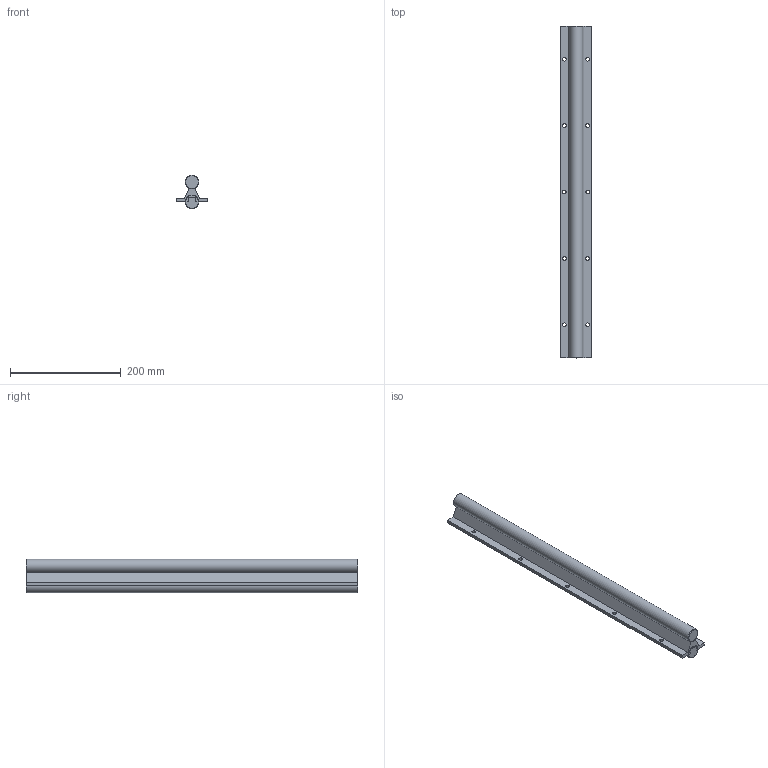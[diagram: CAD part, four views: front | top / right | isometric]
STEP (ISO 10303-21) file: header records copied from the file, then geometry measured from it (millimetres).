
FILE_DESCRIPTION( ( 'STEP AP214' ), '1' );
FILE_NAME( 'STSN-25-T1-As.stp', '2010-08-04T11:52:25', ( ' ' ), ( ' ' ), 'XStep 1.0', ' ', ' ' );
FILE_SCHEMA( ( 'CONFIG_CONTROL_DESIGN) ( )' ) );
Length unit declared in the file: metre
Products named in the file (3): Assem1; STSN-25-T1; As-25
Bounding box: 57 x 600 x 61 mm (x, y, z)
Volume: 1270434.8 mm3; surface area: 303137.5 mm2
Topology: 4 solids, 4 shells, 66 faces, 200 edges, 142 vertices
Faces by surface type: cylinder 34, plane 30, cone 2
Full cylindrical faces by diameter (mm): 6.6 x20, 9 x10, 25 x2
Entity records: 1416 total; most frequent: CARTESIAN_POINT 507, DIRECTION 166, ORIENTED_EDGE 138, EDGE_LOOP 80, EDGE_CURVE 69, AXIS2_PLACEMENT_3D 66, VERTEX_POINT 57, FACE_OUTER_BOUND 49
